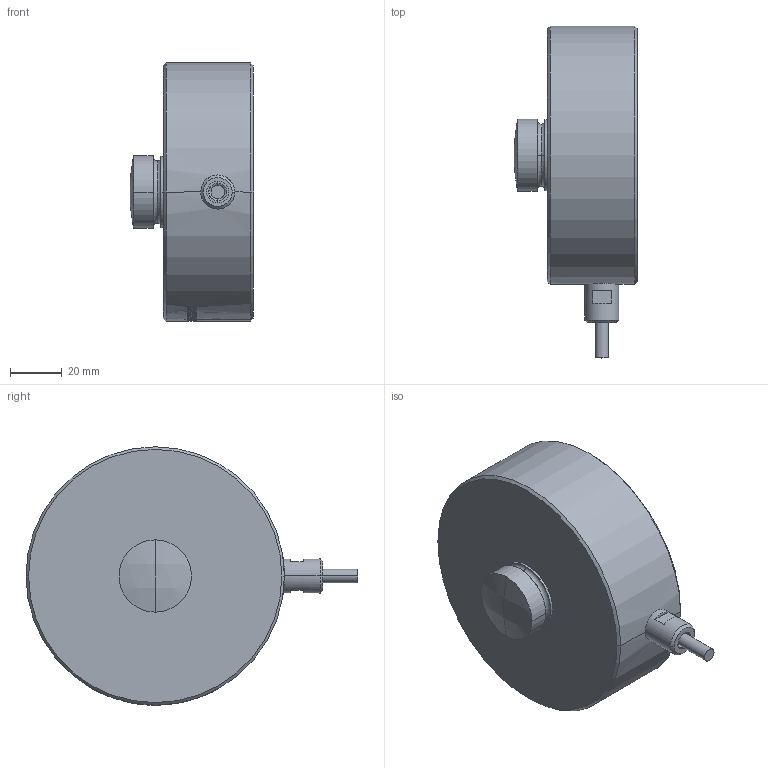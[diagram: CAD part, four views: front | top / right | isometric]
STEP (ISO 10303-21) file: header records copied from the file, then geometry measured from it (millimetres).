
FILE_DESCRIPTION(('STEP AP214'),'1');
FILE_NAME('CBS 15t.stp','2015-05-18T06:53:35',(' '),(' '),'Spatial InterOp 3D',' ',' ');
FILE_SCHEMA(('automotive_design'));
Length unit declared in the file: metre
Products named in the file (1): CBS Ø100 body
Bounding box: 47.94 x 128.47 x 100 mm (x, y, z)
Volume: 280179.8 mm3; surface area: 28762.4 mm2
Topology: 1 solids, 1 shells, 95 faces, 297 edges, 234 vertices
Faces by surface type: cylinder 38, plane 27, bspline 14, cone 6, revolution 4, torus 4, sphere 2
Entity records: 5817 total; most frequent: CARTESIAN_POINT 2350, ORIENTED_EDGE 594, DIRECTION 522, EDGE_CURVE 297, VERTEX_POINT 234, AXIS2_PLACEMENT_3D 224, CIRCLE 139, EDGE_LOOP 125
